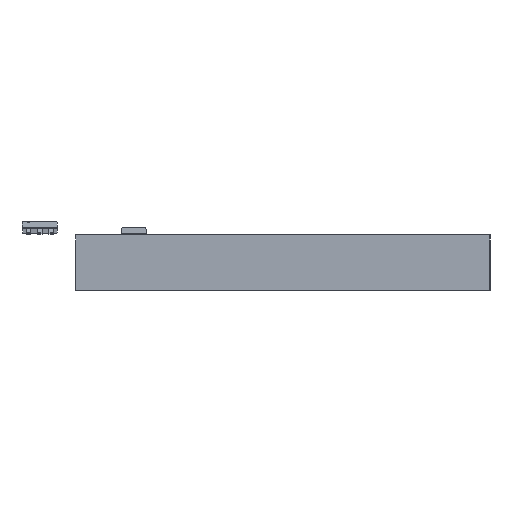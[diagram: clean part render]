
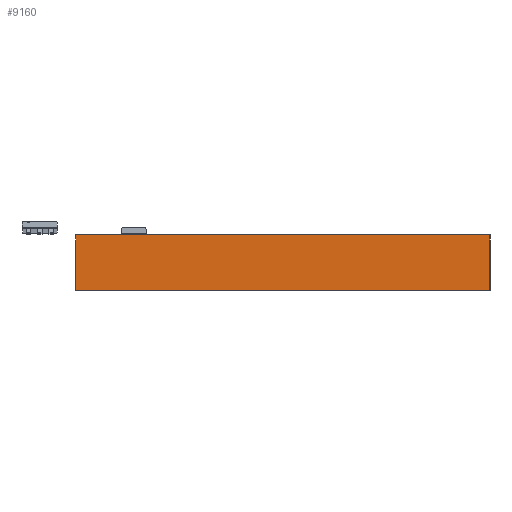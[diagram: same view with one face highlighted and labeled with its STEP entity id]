
A CAD part, left-side view. The second image highlights one B-rep face of the part: STEP entity #9160.
In plain terms, the highlighted planar face has unit normal (-1, 0, 0).
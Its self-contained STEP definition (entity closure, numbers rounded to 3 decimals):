
#9160 = ADVANCED_FACE('',(#9161),#9175,.T.);
#9161 = FACE_BOUND('',#9162,.T.);
#9162 = EDGE_LOOP('',(#9163,#9198,#9226,#9254));
#9163 = ORIENTED_EDGE('',*,*,#9164,.T.);
#9164 = EDGE_CURVE('',#9165,#9167,#9169,.T.);
#9165 = VERTEX_POINT('',#9166);
#9166 = CARTESIAN_POINT('',(156.083,-85.344,0.));
#9167 = VERTEX_POINT('',#9168);
#9168 = CARTESIAN_POINT('',(156.083,-85.344,4.69));
#9169 = SURFACE_CURVE('',#9170,(#9174,#9186),.PCURVE_S1.);
#9170 = LINE('',#9171,#9172);
#9171 = CARTESIAN_POINT('',(156.083,-85.344,0.));
#9172 = VECTOR('',#9173,1.);
#9173 = DIRECTION('',(0.,0.,1.));
#9174 = PCURVE('',#9175,#9180);
#9175 = PLANE('',#9176);
#9176 = AXIS2_PLACEMENT_3D('',#9177,#9178,#9179);
#9177 = CARTESIAN_POINT('',(156.083,-85.344,0.));
#9178 = DIRECTION('',(-1.,0.,0.));
#9179 = DIRECTION('',(0.,1.,0.));
#9180 = DEFINITIONAL_REPRESENTATION('',(#9181),#9185);
#9181 = LINE('',#9182,#9183);
#9182 = CARTESIAN_POINT('',(0.,0.));
#9183 = VECTOR('',#9184,1.);
#9184 = DIRECTION('',(0.,-1.));
#9185 = ( GEOMETRIC_REPRESENTATION_CONTEXT(2) 
PARAMETRIC_REPRESENTATION_CONTEXT() REPRESENTATION_CONTEXT('2D SPACE',''
  ) );
#9186 = PCURVE('',#9187,#9192);
#9187 = PLANE('',#9188);
#9188 = AXIS2_PLACEMENT_3D('',#9189,#9190,#9191);
#9189 = CARTESIAN_POINT('',(197.104,-85.344,0.));
#9190 = DIRECTION('',(0.,-1.,0.));
#9191 = DIRECTION('',(-1.,0.,0.));
#9192 = DEFINITIONAL_REPRESENTATION('',(#9193),#9197);
#9193 = LINE('',#9194,#9195);
#9194 = CARTESIAN_POINT('',(41.021,0.));
#9195 = VECTOR('',#9196,1.);
#9196 = DIRECTION('',(0.,-1.));
#9197 = ( GEOMETRIC_REPRESENTATION_CONTEXT(2) 
PARAMETRIC_REPRESENTATION_CONTEXT() REPRESENTATION_CONTEXT('2D SPACE',''
  ) );
#9198 = ORIENTED_EDGE('',*,*,#9199,.T.);
#9199 = EDGE_CURVE('',#9167,#9200,#9202,.T.);
#9200 = VERTEX_POINT('',#9201);
#9201 = CARTESIAN_POINT('',(156.083,-50.546,4.69));
#9202 = SURFACE_CURVE('',#9203,(#9207,#9214),.PCURVE_S1.);
#9203 = LINE('',#9204,#9205);
#9204 = CARTESIAN_POINT('',(156.083,-85.344,4.69));
#9205 = VECTOR('',#9206,1.);
#9206 = DIRECTION('',(0.,1.,0.));
#9207 = PCURVE('',#9175,#9208);
#9208 = DEFINITIONAL_REPRESENTATION('',(#9209),#9213);
#9209 = LINE('',#9210,#9211);
#9210 = CARTESIAN_POINT('',(0.,-4.69));
#9211 = VECTOR('',#9212,1.);
#9212 = DIRECTION('',(1.,0.));
#9213 = ( GEOMETRIC_REPRESENTATION_CONTEXT(2) 
PARAMETRIC_REPRESENTATION_CONTEXT() REPRESENTATION_CONTEXT('2D SPACE',''
  ) );
#9214 = PCURVE('',#9215,#9220);
#9215 = PLANE('',#9216);
#9216 = AXIS2_PLACEMENT_3D('',#9217,#9218,#9219);
#9217 = CARTESIAN_POINT('',(176.594,-67.945,4.69));
#9218 = DIRECTION('',(-0.,-0.,-1.));
#9219 = DIRECTION('',(-1.,0.,0.));
#9220 = DEFINITIONAL_REPRESENTATION('',(#9221),#9225);
#9221 = LINE('',#9222,#9223);
#9222 = CARTESIAN_POINT('',(20.511,-17.399));
#9223 = VECTOR('',#9224,1.);
#9224 = DIRECTION('',(0.,1.));
#9225 = ( GEOMETRIC_REPRESENTATION_CONTEXT(2) 
PARAMETRIC_REPRESENTATION_CONTEXT() REPRESENTATION_CONTEXT('2D SPACE',''
  ) );
#9226 = ORIENTED_EDGE('',*,*,#9227,.F.);
#9227 = EDGE_CURVE('',#9228,#9200,#9230,.T.);
#9228 = VERTEX_POINT('',#9229);
#9229 = CARTESIAN_POINT('',(156.083,-50.546,0.));
#9230 = SURFACE_CURVE('',#9231,(#9235,#9242),.PCURVE_S1.);
#9231 = LINE('',#9232,#9233);
#9232 = CARTESIAN_POINT('',(156.083,-50.546,0.));
#9233 = VECTOR('',#9234,1.);
#9234 = DIRECTION('',(0.,0.,1.));
#9235 = PCURVE('',#9175,#9236);
#9236 = DEFINITIONAL_REPRESENTATION('',(#9237),#9241);
#9237 = LINE('',#9238,#9239);
#9238 = CARTESIAN_POINT('',(34.798,0.));
#9239 = VECTOR('',#9240,1.);
#9240 = DIRECTION('',(0.,-1.));
#9241 = ( GEOMETRIC_REPRESENTATION_CONTEXT(2) 
PARAMETRIC_REPRESENTATION_CONTEXT() REPRESENTATION_CONTEXT('2D SPACE',''
  ) );
#9242 = PCURVE('',#9243,#9248);
#9243 = PLANE('',#9244);
#9244 = AXIS2_PLACEMENT_3D('',#9245,#9246,#9247);
#9245 = CARTESIAN_POINT('',(156.083,-50.546,0.));
#9246 = DIRECTION('',(0.,1.,0.));
#9247 = DIRECTION('',(1.,0.,0.));
#9248 = DEFINITIONAL_REPRESENTATION('',(#9249),#9253);
#9249 = LINE('',#9250,#9251);
#9250 = CARTESIAN_POINT('',(0.,0.));
#9251 = VECTOR('',#9252,1.);
#9252 = DIRECTION('',(0.,-1.));
#9253 = ( GEOMETRIC_REPRESENTATION_CONTEXT(2) 
PARAMETRIC_REPRESENTATION_CONTEXT() REPRESENTATION_CONTEXT('2D SPACE',''
  ) );
#9254 = ORIENTED_EDGE('',*,*,#9255,.F.);
#9255 = EDGE_CURVE('',#9165,#9228,#9256,.T.);
#9256 = SURFACE_CURVE('',#9257,(#9261,#9268),.PCURVE_S1.);
#9257 = LINE('',#9258,#9259);
#9258 = CARTESIAN_POINT('',(156.083,-85.344,0.));
#9259 = VECTOR('',#9260,1.);
#9260 = DIRECTION('',(0.,1.,0.));
#9261 = PCURVE('',#9175,#9262);
#9262 = DEFINITIONAL_REPRESENTATION('',(#9263),#9267);
#9263 = LINE('',#9264,#9265);
#9264 = CARTESIAN_POINT('',(0.,0.));
#9265 = VECTOR('',#9266,1.);
#9266 = DIRECTION('',(1.,0.));
#9267 = ( GEOMETRIC_REPRESENTATION_CONTEXT(2) 
PARAMETRIC_REPRESENTATION_CONTEXT() REPRESENTATION_CONTEXT('2D SPACE',''
  ) );
#9268 = PCURVE('',#9269,#9274);
#9269 = PLANE('',#9270);
#9270 = AXIS2_PLACEMENT_3D('',#9271,#9272,#9273);
#9271 = CARTESIAN_POINT('',(176.594,-67.945,0.));
#9272 = DIRECTION('',(-0.,-0.,-1.));
#9273 = DIRECTION('',(-1.,0.,0.));
#9274 = DEFINITIONAL_REPRESENTATION('',(#9275),#9279);
#9275 = LINE('',#9276,#9277);
#9276 = CARTESIAN_POINT('',(20.511,-17.399));
#9277 = VECTOR('',#9278,1.);
#9278 = DIRECTION('',(0.,1.));
#9279 = ( GEOMETRIC_REPRESENTATION_CONTEXT(2) 
PARAMETRIC_REPRESENTATION_CONTEXT() REPRESENTATION_CONTEXT('2D SPACE',''
  ) );
